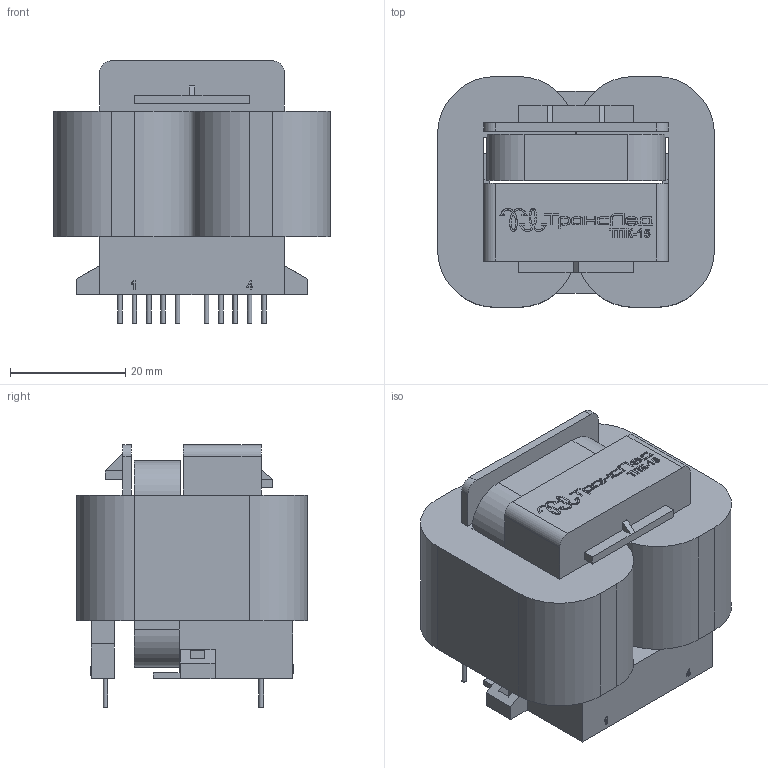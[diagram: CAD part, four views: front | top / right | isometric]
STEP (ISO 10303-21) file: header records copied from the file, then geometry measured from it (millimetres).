
FILE_DESCRIPTION(/* description */ (''),/* implementation_level */ '2;1');
FILE_NAME(/* name */ 'TPK-15.step',/* time_stamp */ '2022-11-21T23:07:57+03:00',/* author */ (''),/* organization */ (''),/* preprocessor_version */ 'ST-DEVELOPER v19.2',/* originating_system */ 'Autodesk Translation Framework v11.17.0.187',/* authorisation */ '');
FILE_SCHEMA (('AUTOMOTIVE_DESIGN { 1 0 10303 214 3 1 1 }'));
Length unit declared in the file: millimetre
Products named in the file (1): TPK-15
Bounding box: 48 x 40 x 45.55 mm (x, y, z)
Volume: 58973.8 mm3; surface area: 21816.9 mm2
Topology: 38 solids, 38 shells, 714 faces, 1873 edges, 1246 vertices
Faces by surface type: plane 437, bspline 233, cylinder 44
Full cylindrical faces by diameter (mm): 0.8 x20
Entity records: 22888 total; most frequent: CARTESIAN_POINT 7027, ORIENTED_EDGE 3746, DIRECTION 2523, EDGE_CURVE 1873, LINE 1319, VECTOR 1319, VERTEX_POINT 1246, EDGE_LOOP 747
